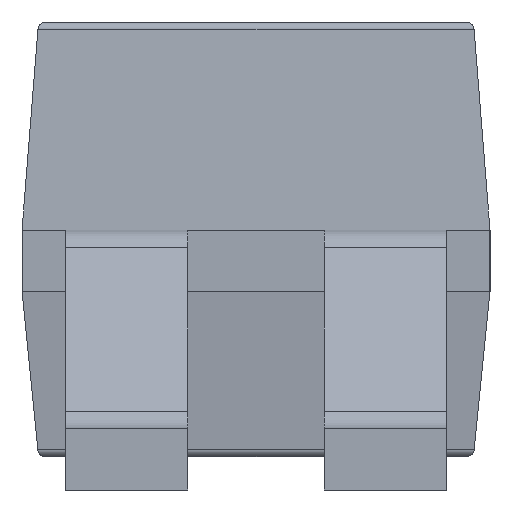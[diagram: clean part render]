
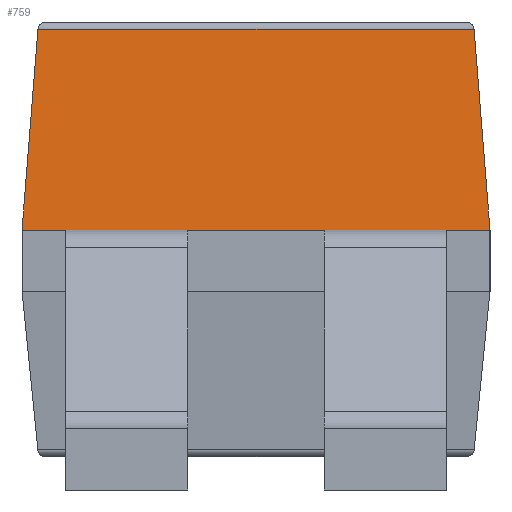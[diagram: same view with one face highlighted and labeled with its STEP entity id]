
A CAD part, left-side view. The second image highlights one B-rep face of the part: STEP entity #759.
In plain terms, the highlighted planar face has unit normal (-0.997, 0, 0.079).
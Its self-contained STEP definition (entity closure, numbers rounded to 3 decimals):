
#87 = PLANE('',#88);
#88 = AXIS2_PLACEMENT_3D('',#89,#90,#91);
#89 = CARTESIAN_POINT('',(-3.25,-2.3,0.325));
#90 = DIRECTION('',(1.,0.,0.));
#91 = DIRECTION('',(0.,0.,1.));
#350 = VERTEX_POINT('',#351);
#351 = CARTESIAN_POINT('',(-3.25,-2.3,2.555));
#374 = VERTEX_POINT('',#375);
#375 = CARTESIAN_POINT('',(-3.25,2.3,2.555));
#401 = EDGE_CURVE('',#350,#374,#402,.T.);
#402 = SURFACE_CURVE('',#403,(#407,#414),.PCURVE_S1.);
#403 = LINE('',#404,#405);
#404 = CARTESIAN_POINT('',(-3.25,-2.3,2.555));
#405 = VECTOR('',#406,1.);
#406 = DIRECTION('',(0.,1.,0.));
#407 = PCURVE('',#87,#408);
#408 = DEFINITIONAL_REPRESENTATION('',(#409),#413);
#409 = LINE('',#410,#411);
#410 = CARTESIAN_POINT('',(2.23,0.));
#411 = VECTOR('',#412,1.);
#412 = DIRECTION('',(0.,-1.));
#413 = ( GEOMETRIC_REPRESENTATION_CONTEXT(2) 
PARAMETRIC_REPRESENTATION_CONTEXT() REPRESENTATION_CONTEXT('2D SPACE',''
  ) );
#414 = PCURVE('',#415,#420);
#415 = PLANE('',#416);
#416 = AXIS2_PLACEMENT_3D('',#417,#418,#419);
#417 = CARTESIAN_POINT('',(-3.169,-2.3,3.578));
#418 = DIRECTION('',(0.997,0.,-0.079));
#419 = DIRECTION('',(0.,1.,0.));
#420 = DEFINITIONAL_REPRESENTATION('',(#421),#425);
#421 = LINE('',#422,#423);
#422 = CARTESIAN_POINT('',(0.,-1.026));
#423 = VECTOR('',#424,1.);
#424 = DIRECTION('',(1.,0.));
#425 = ( GEOMETRIC_REPRESENTATION_CONTEXT(2) 
PARAMETRIC_REPRESENTATION_CONTEXT() REPRESENTATION_CONTEXT('2D SPACE',''
  ) );
#612 = PLANE('',#613);
#613 = AXIS2_PLACEMENT_3D('',#614,#615,#616);
#614 = CARTESIAN_POINT('',(-3.25,-2.219,3.578));
#615 = DIRECTION('',(0.,0.997,-0.079));
#616 = DIRECTION('',(-1.,-0.,-0.));
#759 = ADVANCED_FACE('',(#760),#415,.F.);
#760 = FACE_BOUND('',#761,.F.);
#761 = EDGE_LOOP('',(#762,#785,#786,#814));
#762 = ORIENTED_EDGE('',*,*,#763,.F.);
#763 = EDGE_CURVE('',#350,#764,#766,.T.);
#764 = VERTEX_POINT('',#765);
#765 = CARTESIAN_POINT('',(-3.093,-2.143,
    4.526));
#766 = SURFACE_CURVE('',#767,(#771,#778),.PCURVE_S1.);
#767 = LINE('',#768,#769);
#768 = CARTESIAN_POINT('',(-3.169,-2.219,
    3.571));
#769 = VECTOR('',#770,1.);
#770 = DIRECTION('',(0.079,0.079,
    0.994));
#771 = PCURVE('',#415,#772);
#772 = DEFINITIONAL_REPRESENTATION('',(#773),#777);
#773 = LINE('',#774,#775);
#774 = CARTESIAN_POINT('',(0.081,-0.006));
#775 = VECTOR('',#776,1.);
#776 = DIRECTION('',(0.079,0.997));
#777 = ( GEOMETRIC_REPRESENTATION_CONTEXT(2) 
PARAMETRIC_REPRESENTATION_CONTEXT() REPRESENTATION_CONTEXT('2D SPACE',''
  ) );
#778 = PCURVE('',#612,#779);
#779 = DEFINITIONAL_REPRESENTATION('',(#780),#784);
#780 = LINE('',#781,#782);
#781 = CARTESIAN_POINT('',(-0.081,-0.006));
#782 = VECTOR('',#783,1.);
#783 = DIRECTION('',(-0.079,0.997));
#784 = ( GEOMETRIC_REPRESENTATION_CONTEXT(2) 
PARAMETRIC_REPRESENTATION_CONTEXT() REPRESENTATION_CONTEXT('2D SPACE',''
  ) );
#785 = ORIENTED_EDGE('',*,*,#401,.T.);
#786 = ORIENTED_EDGE('',*,*,#787,.T.);
#787 = EDGE_CURVE('',#374,#788,#790,.T.);
#788 = VERTEX_POINT('',#789);
#789 = CARTESIAN_POINT('',(-3.093,2.143,4.526
    ));
#790 = SURFACE_CURVE('',#791,(#795,#802),.PCURVE_S1.);
#791 = LINE('',#792,#793);
#792 = CARTESIAN_POINT('',(-3.155,2.205,3.752
    ));
#793 = VECTOR('',#794,1.);
#794 = DIRECTION('',(0.079,-0.079,
    0.994));
#795 = PCURVE('',#415,#796);
#796 = DEFINITIONAL_REPRESENTATION('',(#797),#801);
#797 = LINE('',#798,#799);
#798 = CARTESIAN_POINT('',(4.505,0.175));
#799 = VECTOR('',#800,1.);
#800 = DIRECTION('',(-0.079,0.997));
#801 = ( GEOMETRIC_REPRESENTATION_CONTEXT(2) 
PARAMETRIC_REPRESENTATION_CONTEXT() REPRESENTATION_CONTEXT('2D SPACE',''
  ) );
#802 = PCURVE('',#803,#808);
#803 = PLANE('',#804);
#804 = AXIS2_PLACEMENT_3D('',#805,#806,#807);
#805 = CARTESIAN_POINT('',(-3.25,2.219,3.578));
#806 = DIRECTION('',(0.,0.997,0.079));
#807 = DIRECTION('',(-1.,0.,0.));
#808 = DEFINITIONAL_REPRESENTATION('',(#809),#813);
#809 = LINE('',#810,#811);
#810 = CARTESIAN_POINT('',(-0.095,0.175));
#811 = VECTOR('',#812,1.);
#812 = DIRECTION('',(-0.079,0.997));
#813 = ( GEOMETRIC_REPRESENTATION_CONTEXT(2) 
PARAMETRIC_REPRESENTATION_CONTEXT() REPRESENTATION_CONTEXT('2D SPACE',''
  ) );
#814 = ORIENTED_EDGE('',*,*,#815,.F.);
#815 = EDGE_CURVE('',#764,#788,#816,.T.);
#816 = SURFACE_CURVE('',#817,(#821,#828),.PCURVE_S1.);
#817 = LINE('',#818,#819);
#818 = CARTESIAN_POINT('',(-3.093,-2.138,4.526));
#819 = VECTOR('',#820,1.);
#820 = DIRECTION('',(0.,1.,0.));
#821 = PCURVE('',#415,#822);
#822 = DEFINITIONAL_REPRESENTATION('',(#823),#827);
#823 = LINE('',#824,#825);
#824 = CARTESIAN_POINT('',(0.163,0.952));
#825 = VECTOR('',#826,1.);
#826 = DIRECTION('',(1.,0.));
#827 = ( GEOMETRIC_REPRESENTATION_CONTEXT(2) 
PARAMETRIC_REPRESENTATION_CONTEXT() REPRESENTATION_CONTEXT('2D SPACE',''
  ) );
#828 = PCURVE('',#829,#834);
#829 = CYLINDRICAL_SURFACE('',#830,0.08);
#830 = AXIS2_PLACEMENT_3D('',#831,#832,#833);
#831 = CARTESIAN_POINT('',(-3.014,-2.138,4.52));
#832 = DIRECTION('',(0.,1.,0.));
#833 = DIRECTION('',(-0.997,0.,0.079));
#834 = DEFINITIONAL_REPRESENTATION('',(#835),#839);
#835 = LINE('',#836,#837);
#836 = CARTESIAN_POINT('',(0.,0.));
#837 = VECTOR('',#838,1.);
#838 = DIRECTION('',(0.,1.));
#839 = ( GEOMETRIC_REPRESENTATION_CONTEXT(2) 
PARAMETRIC_REPRESENTATION_CONTEXT() REPRESENTATION_CONTEXT('2D SPACE',''
  ) );
